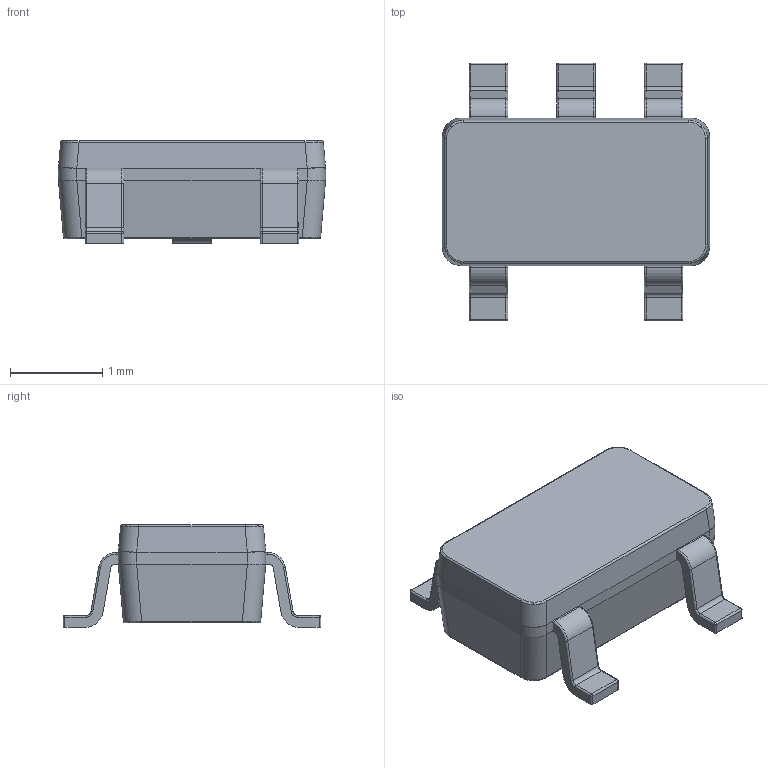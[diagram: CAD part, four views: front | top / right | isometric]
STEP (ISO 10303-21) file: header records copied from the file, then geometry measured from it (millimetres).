
FILE_DESCRIPTION(('STEP AP214'),'1');
FILE_NAME('29250.stp','2017-07-26T10:22:49',('TraceParts'),('TraceParts S.A.'),'Spatial InterOp 3D',' ',' ');
FILE_SCHEMA(('automotive_design'));
Length unit declared in the file: millimetre
Products named in the file (4): 29250_1; 29250_2; 29250_3; 29250_4
Bounding box: 2.9 x 2.8 x 1.12 mm (x, y, z)
Volume: 5.2 mm3; surface area: 28.1 mm2
Topology: 4 solids, 4 shells, 187 faces, 429 edges, 240 vertices
Faces by surface type: cylinder 85, plane 52, bspline 50
Entity records: 7203 total; most frequent: CARTESIAN_POINT 1730, ORIENTED_EDGE 838, DIRECTION 783, EDGE_CURVE 419, AXIS2_PLACEMENT_3D 287, VERTEX_POINT 240, LINE 209, VECTOR 209
